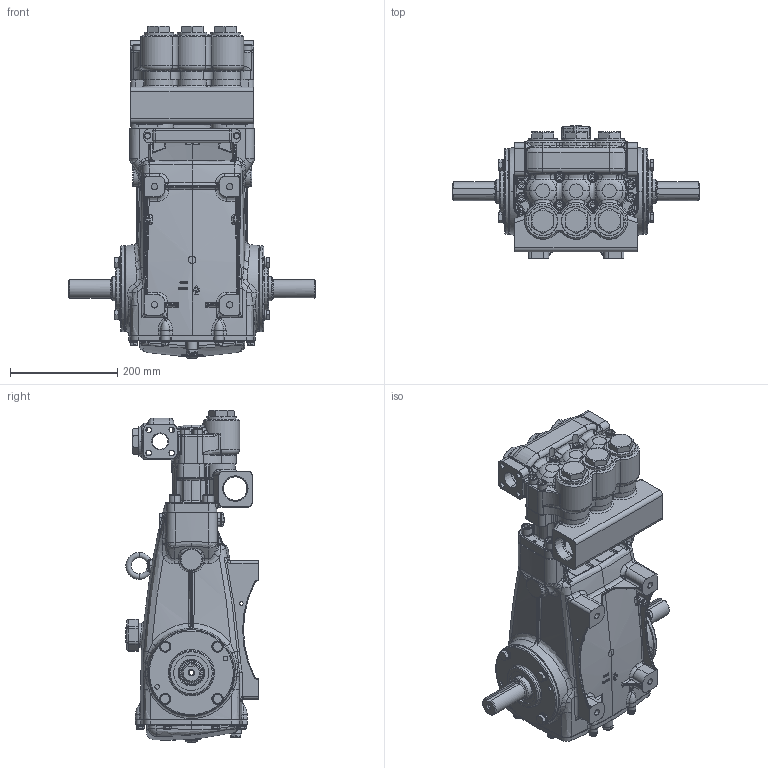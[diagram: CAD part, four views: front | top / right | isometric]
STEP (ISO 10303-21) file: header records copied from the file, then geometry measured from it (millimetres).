
FILE_DESCRIPTION (( 'STEP AP203' ), '1' );
FILE_NAME ('3541C.STEP', '2020-02-04T18:49:47', ( '' ), ( '' ), 'SwSTEP 2.0', 'SolidWorks 2019', '' );
FILE_SCHEMA (( 'CONFIG_CONTROL_DESIGN' ));
Length unit declared in the file: inch
Products named in the file (1): 3541C
Bounding box: 460 x 247.5 x 618.42 mm (x, y, z)
Surface area: 906061.6 mm2 (no closed solid volume)
Topology: 0 solids, 78 shells, 2694 faces, 8944 edges, 5972 vertices
Faces by surface type: plane 738, cylinder 675, bspline 655, cone 303, torus 264, sphere 59
Entity records: 136510 total; most frequent: CARTESIAN_POINT 65814, ORIENTED_EDGE 14361, DIRECTION 13789, EDGE_CURVE 8835, VERTEX_POINT 5964, AXIS2_PLACEMENT_3D 5629, CIRCLE 3589, EDGE_LOOP 2973
